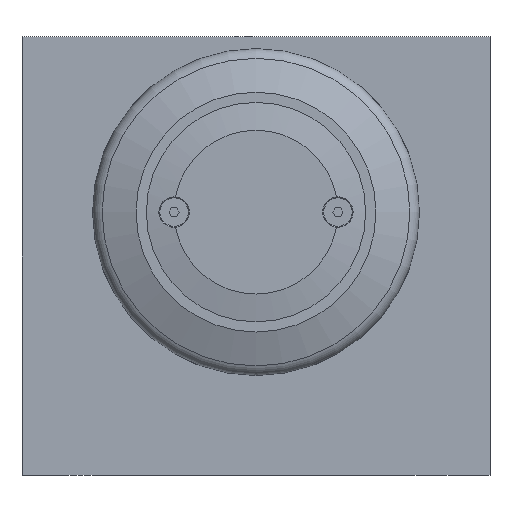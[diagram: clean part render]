
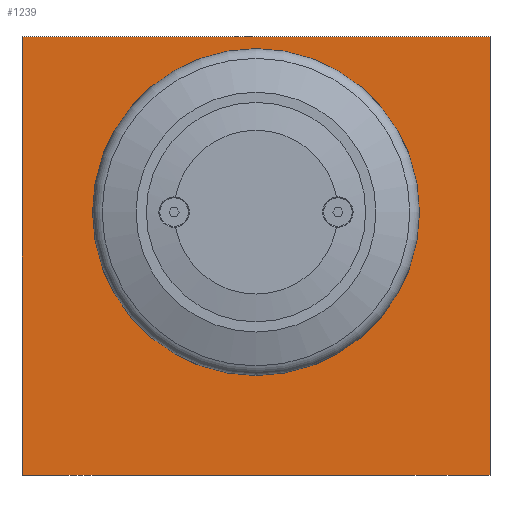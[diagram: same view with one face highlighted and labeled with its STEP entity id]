
A CAD part, front view. The second image highlights one B-rep face of the part: STEP entity #1239.
In plain terms, the highlighted planar face has unit normal (0, -1, 0).
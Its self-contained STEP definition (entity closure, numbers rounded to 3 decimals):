
#48=FACE_BOUND('',#238,.T.);
#105=CIRCLE('',#1354,35.);
#167=FACE_OUTER_BOUND('',#237,.T.);
#237=EDGE_LOOP('',(#1010,#1011,#1012,#1013));
#238=EDGE_LOOP('',(#1014));
#342=LINE('',#2085,#453);
#343=LINE('',#2087,#454);
#344=LINE('',#2089,#455);
#345=LINE('',#2090,#456);
#453=VECTOR('',#1650,10.);
#454=VECTOR('',#1651,10.);
#455=VECTOR('',#1652,10.);
#456=VECTOR('',#1653,10.);
#551=VERTEX_POINT('',#2007);
#576=VERTEX_POINT('',#2083);
#577=VERTEX_POINT('',#2084);
#578=VERTEX_POINT('',#2086);
#579=VERTEX_POINT('',#2088);
#698=EDGE_CURVE('',#551,#551,#105,.T.);
#735=EDGE_CURVE('',#576,#577,#342,.T.);
#736=EDGE_CURVE('',#578,#577,#343,.T.);
#737=EDGE_CURVE('',#579,#578,#344,.T.);
#738=EDGE_CURVE('',#579,#576,#345,.T.);
#1010=ORIENTED_EDGE('',*,*,#735,.T.);
#1011=ORIENTED_EDGE('',*,*,#736,.F.);
#1012=ORIENTED_EDGE('',*,*,#737,.F.);
#1013=ORIENTED_EDGE('',*,*,#738,.T.);
#1014=ORIENTED_EDGE('',*,*,#698,.T.);
#1182=PLANE('',#1367);
#1239=ADVANCED_FACE('',(#167,#48),#1182,.T.);
#1354=AXIS2_PLACEMENT_3D('',#2009,#1586,#1587);
#1367=AXIS2_PLACEMENT_3D('',#2082,#1648,#1649);
#1586=DIRECTION('center_axis',(0.,1.,0.));
#1587=DIRECTION('ref_axis',(-1.,0.,0.));
#1648=DIRECTION('center_axis',(0.,-1.,0.));
#1649=DIRECTION('ref_axis',(0.,0.,-1.));
#1650=DIRECTION('',(0.,0.,1.));
#1651=DIRECTION('',(1.,0.,0.));
#1652=DIRECTION('',(0.,0.,1.));
#1653=DIRECTION('',(1.,0.,0.));
#2007=CARTESIAN_POINT('',(115.,0.,90.));
#2009=CARTESIAN_POINT('Origin',(80.,0.,90.));
#2082=CARTESIAN_POINT('Origin',(0.,0.,0.));
#2083=CARTESIAN_POINT('',(160.,0.,0.));
#2084=CARTESIAN_POINT('',(160.,0.,150.));
#2085=CARTESIAN_POINT('',(160.,0.,0.));
#2086=CARTESIAN_POINT('',(0.,0.,150.));
#2087=CARTESIAN_POINT('',(0.,0.,150.));
#2088=CARTESIAN_POINT('',(0.,0.,0.));
#2089=CARTESIAN_POINT('',(0.,0.,0.));
#2090=CARTESIAN_POINT('',(0.,0.,0.));
